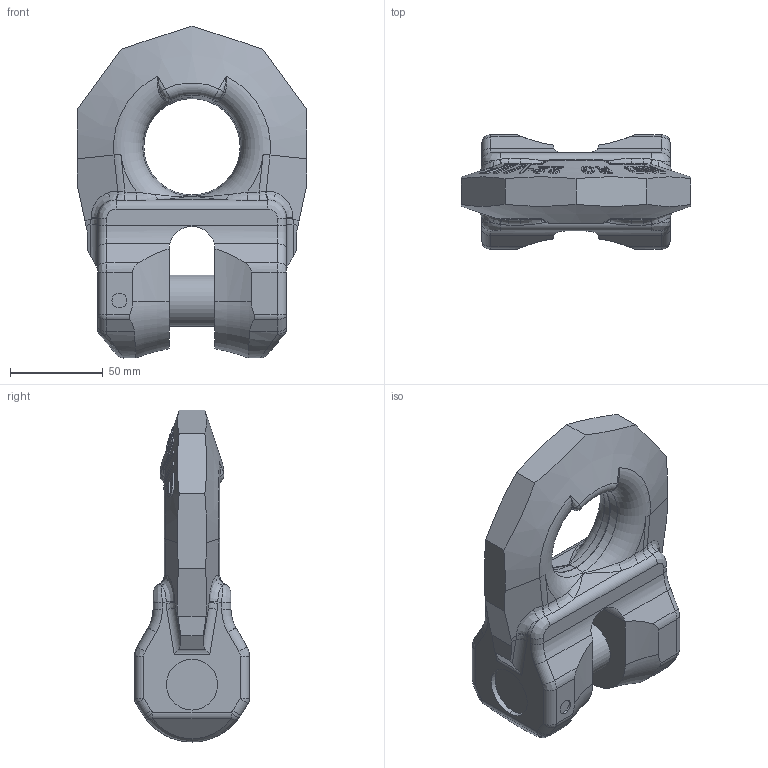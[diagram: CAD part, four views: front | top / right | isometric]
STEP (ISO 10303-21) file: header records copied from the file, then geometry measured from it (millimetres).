
FILE_DESCRIPTION((''),'2;1');
FILE_NAME('001-M31494-P-1','2014-08-21T',('Andreas.Wendler'),(''),'PRO/ENGINEER BY PARAMETRIC TECHNOLOGY CORPORATION, 2010140','PRO/ENGINEER BY PARAMETRIC TECHNOLOGY CORPORATION, 2010140','');
FILE_SCHEMA(('CONFIG_CONTROL_DESIGN'));
Length unit declared in the file: millimetre
Products named in the file (1): 001-M31494-P-1
Bounding box: 124 x 62 x 179.19 mm (x, y, z)
Volume: 528058.3 mm3; surface area: 57314.1 mm2
Topology: 1 solids, 1 shells, 473 faces, 1255 edges, 798 vertices
Faces by surface type: plane 293, cylinder 75, bspline 62, cone 21, torus 14, sphere 8
Entity records: 17875 total; most frequent: CARTESIAN_POINT 7521, ORIENTED_EDGE 2510, DIRECTION 1610, EDGE_CURVE 1255, VERTEX_POINT 798, B_SPLINE_CURVE_WITH_KNOTS 652, AXIS2_PLACEMENT_3D 596, EDGE_LOOP 491
